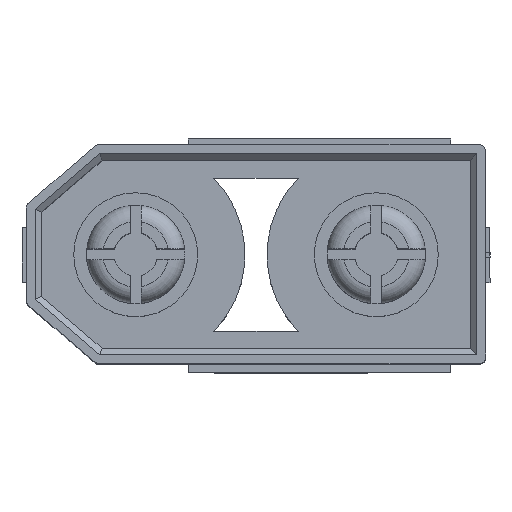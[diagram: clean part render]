
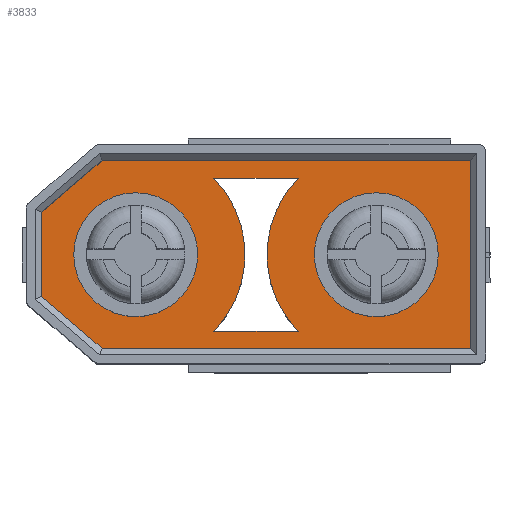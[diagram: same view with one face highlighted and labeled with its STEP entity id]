
A CAD part, top view. The second image highlights one B-rep face of the part: STEP entity #3833.
In plain terms, the highlighted face is planar.
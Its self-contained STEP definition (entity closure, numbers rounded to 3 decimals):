
#126=CIRCLE('',#3925,5.);
#134=CIRCLE('',#4018,2.835);
#136=CIRCLE('',#4021,2.835);
#137=CIRCLE('',#4023,5.);
#342=FACE_BOUND('',#733,.T.);
#343=FACE_BOUND('',#734,.T.);
#344=FACE_BOUND('',#735,.T.);
#502=FACE_OUTER_BOUND('',#732,.T.);
#732=EDGE_LOOP('',(#3219,#3220,#3221,#3222,#3223,#3224));
#733=EDGE_LOOP('',(#3225));
#734=EDGE_LOOP('',(#3226));
#735=EDGE_LOOP('',(#3227,#3228,#3229,#3230));
#855=LINE('',#5355,#1207);
#932=LINE('',#5518,#1284);
#935=LINE('',#5523,#1287);
#937=LINE('',#5527,#1289);
#1071=LINE('',#6711,#1423);
#1075=LINE('',#6725,#1427);
#1077=LINE('',#6729,#1429);
#1078=LINE('',#6731,#1430);
#1207=VECTOR('',#4245,10.);
#1284=VECTOR('',#4390,10.);
#1287=VECTOR('',#4395,10.);
#1289=VECTOR('',#4399,10.);
#1423=VECTOR('',#4657,10.);
#1427=VECTOR('',#4675,10.);
#1429=VECTOR('',#4679,10.);
#1430=VECTOR('',#4682,10.);
#1601=VERTEX_POINT('',#5347);
#1602=VERTEX_POINT('',#5349);
#1603=VERTEX_POINT('',#5353);
#1654=VERTEX_POINT('',#5515);
#1655=VERTEX_POINT('',#5517);
#1656=VERTEX_POINT('',#5521);
#1657=VERTEX_POINT('',#5525);
#1767=VERTEX_POINT('',#6697);
#1769=VERTEX_POINT('',#6703);
#1770=VERTEX_POINT('',#6707);
#1773=VERTEX_POINT('',#6723);
#1774=VERTEX_POINT('',#6727);
#1977=EDGE_CURVE('',#1602,#1601,#126,.T.);
#1980=EDGE_CURVE('',#1601,#1603,#855,.T.);
#2060=EDGE_CURVE('',#1654,#1655,#932,.T.);
#2063=EDGE_CURVE('',#1656,#1654,#935,.T.);
#2065=EDGE_CURVE('',#1657,#1656,#937,.T.);
#2270=EDGE_CURVE('',#1767,#1767,#134,.T.);
#2273=EDGE_CURVE('',#1769,#1769,#136,.T.);
#2275=EDGE_CURVE('',#1603,#1770,#137,.T.);
#2276=EDGE_CURVE('',#1770,#1602,#1071,.T.);
#2282=EDGE_CURVE('',#1773,#1657,#1075,.T.);
#2284=EDGE_CURVE('',#1774,#1773,#1077,.T.);
#2285=EDGE_CURVE('',#1655,#1774,#1078,.T.);
#3219=ORIENTED_EDGE('',*,*,#2060,.F.);
#3220=ORIENTED_EDGE('',*,*,#2063,.F.);
#3221=ORIENTED_EDGE('',*,*,#2065,.F.);
#3222=ORIENTED_EDGE('',*,*,#2282,.F.);
#3223=ORIENTED_EDGE('',*,*,#2284,.F.);
#3224=ORIENTED_EDGE('',*,*,#2285,.F.);
#3225=ORIENTED_EDGE('',*,*,#2270,.T.);
#3226=ORIENTED_EDGE('',*,*,#2273,.T.);
#3227=ORIENTED_EDGE('',*,*,#2275,.T.);
#3228=ORIENTED_EDGE('',*,*,#2276,.T.);
#3229=ORIENTED_EDGE('',*,*,#1977,.T.);
#3230=ORIENTED_EDGE('',*,*,#1980,.T.);
#3648=PLANE('',#4034);
#3833=ADVANCED_FACE('',(#502,#342,#343,#344),#3648,.F.);
#3925=AXIS2_PLACEMENT_3D('',#5350,#4239,#4240);
#4018=AXIS2_PLACEMENT_3D('',#6699,#4641,#4642);
#4021=AXIS2_PLACEMENT_3D('',#6705,#4648,#4649);
#4023=AXIS2_PLACEMENT_3D('',#6709,#4653,#4654);
#4034=AXIS2_PLACEMENT_3D('',#6732,#4683,#4684);
#4239=DIRECTION('center_axis',(0.,1.,0.));
#4240=DIRECTION('ref_axis',(1.,0.,0.));
#4245=DIRECTION('',(1.,0.,0.));
#4390=DIRECTION('',(0.758,0.,-0.652));
#4395=DIRECTION('',(0.,0.,-1.));
#4399=DIRECTION('',(-0.758,0.,-0.652));
#4641=DIRECTION('center_axis',(0.,-1.,0.));
#4642=DIRECTION('ref_axis',(1.,0.,0.));
#4648=DIRECTION('center_axis',(0.,-1.,0.));
#4649=DIRECTION('ref_axis',(1.,0.,0.));
#4653=DIRECTION('center_axis',(0.,1.,0.));
#4654=DIRECTION('ref_axis',(1.,0.,0.));
#4657=DIRECTION('',(-1.,0.,0.));
#4675=DIRECTION('',(-1.,0.,0.));
#4679=DIRECTION('',(0.,0.,1.));
#4682=DIRECTION('',(1.,0.,0.));
#4683=DIRECTION('center_axis',(0.,-1.,0.));
#4684=DIRECTION('ref_axis',(0.,0.,-1.));
#5347=CARTESIAN_POINT('',(18.571,6.9,-8.5));
#5349=CARTESIAN_POINT('',(18.571,6.9,-1.5));
#5350=CARTESIAN_POINT('Origin',(15.,6.9,-5.));
#5353=CARTESIAN_POINT('',(22.429,6.9,-8.5));
#5355=CARTESIAN_POINT('',(21.465,6.9,-8.5));
#5515=CARTESIAN_POINT('',(10.7,6.9,-6.929));
#5517=CARTESIAN_POINT('',(13.459,6.9,-9.3));
#5518=CARTESIAN_POINT('',(13.459,6.9,-9.3));
#5521=CARTESIAN_POINT('',(10.7,6.9,-3.071));
#5523=CARTESIAN_POINT('',(10.7,6.9,-6.929));
#5525=CARTESIAN_POINT('',(13.459,6.9,-0.7));
#5527=CARTESIAN_POINT('',(10.7,6.9,-3.071));
#6697=CARTESIAN_POINT('',(23.165,6.9,-5.));
#6699=CARTESIAN_POINT('Origin',(26.,6.9,-5.));
#6703=CARTESIAN_POINT('',(12.165,6.9,-5.));
#6705=CARTESIAN_POINT('Origin',(15.,6.9,-5.));
#6707=CARTESIAN_POINT('',(22.429,6.9,-1.5));
#6709=CARTESIAN_POINT('Origin',(26.,6.9,-5.));
#6711=CARTESIAN_POINT('',(19.535,6.9,-1.5));
#6723=CARTESIAN_POINT('',(30.3,6.9,-0.7));
#6725=CARTESIAN_POINT('',(13.459,6.9,-0.7));
#6727=CARTESIAN_POINT('',(30.3,6.9,-9.3));
#6729=CARTESIAN_POINT('',(30.3,6.9,-0.7));
#6731=CARTESIAN_POINT('',(30.3,6.9,-9.3));
#6732=CARTESIAN_POINT('Origin',(20.5,6.9,-5.));
